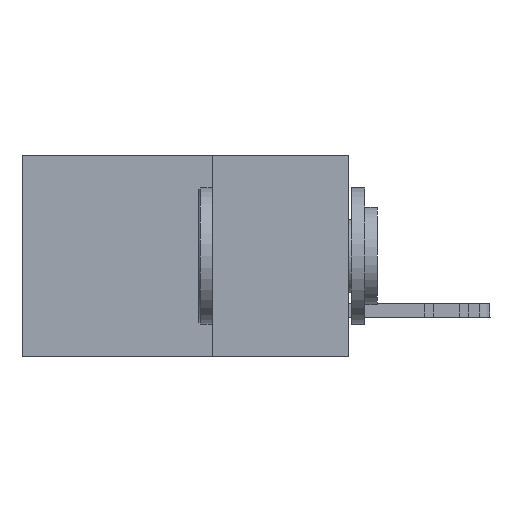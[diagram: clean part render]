
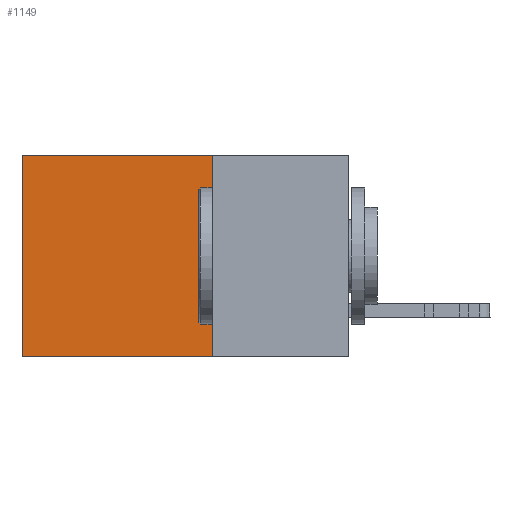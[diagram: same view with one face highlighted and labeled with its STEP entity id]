
A CAD part, left-side view. The second image highlights one B-rep face of the part: STEP entity #1149.
In plain terms, the highlighted planar face has unit normal (-1, 0, 0).
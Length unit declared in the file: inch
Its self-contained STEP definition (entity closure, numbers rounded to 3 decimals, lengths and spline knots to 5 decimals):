
#599 = EDGE_CURVE ( 'NONE', #24797, #3145, #8763, .T. ) ;
#1149 = ADVANCED_FACE ( 'NONE', ( #20743 ), #29019, .F. ) ;
#3145 = VERTEX_POINT ( 'NONE', #24775 ) ;
#3687 = DIRECTION ( 'NONE',  ( 0., 1., 0. ) ) ;
#3778 = EDGE_CURVE ( 'NONE', #24797, #3926, #20873, .T. ) ;
#3926 = VERTEX_POINT ( 'NONE', #16213 ) ;
#4248 = VECTOR ( 'NONE', #11559, 39.37008 ) ;
#6405 = VECTOR ( 'NONE', #11752, 39.37008 ) ;
#6706 = ORIENTED_EDGE ( 'NONE', *, *, #9411, .T. ) ;
#6825 = EDGE_LOOP ( 'NONE', ( #6706, #20102, #11573, #9713 ) ) ;
#7515 = LINE ( 'NONE', #14387, #6405 ) ;
#8614 = VERTEX_POINT ( 'NONE', #15927 ) ;
#8763 = LINE ( 'NONE', #15064, #14797 ) ;
#9411 = EDGE_CURVE ( 'NONE', #3926, #8614, #7515, .T. ) ;
#9713 = ORIENTED_EDGE ( 'NONE', *, *, #3778, .T. ) ;
#11559 = DIRECTION ( 'NONE',  ( 0., 1., 0. ) ) ;
#11573 = ORIENTED_EDGE ( 'NONE', *, *, #599, .F. ) ;
#11752 = DIRECTION ( 'NONE',  ( 0., 0., -1. ) ) ;
#12900 = CARTESIAN_POINT ( 'NONE',  ( 0.298, 0.25, 0. ) ) ;
#14145 = EDGE_CURVE ( 'NONE', #3145, #8614, #30592, .T. ) ;
#14387 = CARTESIAN_POINT ( 'NONE',  ( 0.298, 0.6, 0. ) ) ;
#14618 = CARTESIAN_POINT ( 'NONE',  ( 0.298, 0.25, 0. ) ) ;
#14797 = VECTOR ( 'NONE', #29569, 39.37008 ) ;
#14815 = DIRECTION ( 'NONE',  ( 1., 0., 0. ) ) ;
#15064 = CARTESIAN_POINT ( 'NONE',  ( 0.298, 0.25, 0. ) ) ;
#15885 = AXIS2_PLACEMENT_3D ( 'NONE', #14618, #14815, #26709 ) ;
#15927 = CARTESIAN_POINT ( 'NONE',  ( 0.298, 0.6, -0.37 ) ) ;
#16213 = CARTESIAN_POINT ( 'NONE',  ( 0.298, 0.6, 0. ) ) ;
#18808 = CARTESIAN_POINT ( 'NONE',  ( 0.298, 0.25, -0.37 ) ) ;
#20102 = ORIENTED_EDGE ( 'NONE', *, *, #14145, .F. ) ;
#20743 = FACE_OUTER_BOUND ( 'NONE', #6825, .T. ) ;
#20873 = LINE ( 'NONE', #27767, #24666 ) ;
#24666 = VECTOR ( 'NONE', #3687, 39.37008 ) ;
#24775 = CARTESIAN_POINT ( 'NONE',  ( 0.298, 0.25, -0.37 ) ) ;
#24797 = VERTEX_POINT ( 'NONE', #12900 ) ;
#26709 = DIRECTION ( 'NONE',  ( 0., 0., -1. ) ) ;
#27767 = CARTESIAN_POINT ( 'NONE',  ( 0.298, 0.25, 0. ) ) ;
#29019 = PLANE ( 'NONE',  #15885 ) ;
#29569 = DIRECTION ( 'NONE',  ( 0., 0., -1. ) ) ;
#30592 = LINE ( 'NONE', #18808, #4248 ) ;
